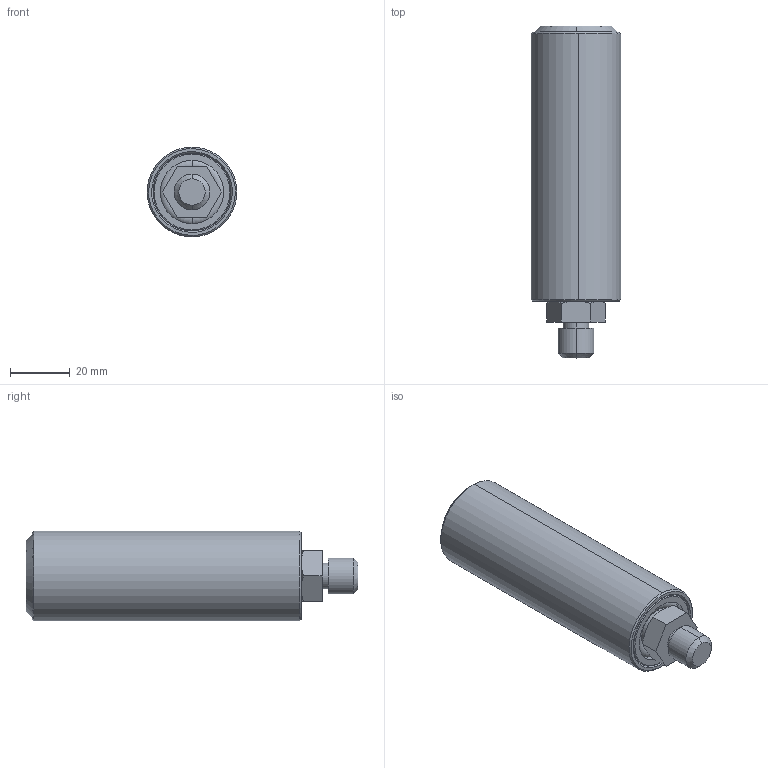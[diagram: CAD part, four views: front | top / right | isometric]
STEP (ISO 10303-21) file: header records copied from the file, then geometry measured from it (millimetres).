
FILE_DESCRIPTION (( 'STEP AP203' ), '1' );
FILE_NAME ('240123_STEP_0018.STEP', '2024-01-23T14:52:51', ( '' ), ( '' ), 'SwSTEP 2.0', 'SolidWorks 2022', '' );
FILE_SCHEMA (( 'CONFIG_CONTROL_DESIGN' ));
Length unit declared in the file: millimetre
Products named in the file (6): circlip for shafts normal_din_Circlip DIN 471 - 10 x 1; 240123_STEP_0018; SFL30; 73204; radial ball bearing_68_din_DIN 625 - 6000 - 8,SI,NC,8_68; 50207
Assembly tree (6 placements, depth 2):
  240123_STEP_0018
    50207
    73204
    SFL30
    radial ball bearing_68_din_DIN 625 - 6000 - 8,SI,NC,8_68  x2
    circlip for shafts normal_din_Circlip DIN 471 - 10 x 1
Bounding box: 29.96 x 111 x 29.96 mm (x, y, z)
Volume: 48656.4 mm3; surface area: 26860.2 mm2
Topology: 6 solids, 6 shells, 151 faces, 318 edges, 194 vertices
Faces by surface type: cylinder 66, plane 37, cone 24, torus 24
Entity records: 4074 total; most frequent: DIRECTION 668, CARTESIAN_POINT 628, ORIENTED_EDGE 524, AXIS2_PLACEMENT_3D 286, EDGE_CURVE 262, VERTEX_POINT 162, CIRCLE 154, EDGE_LOOP 144
